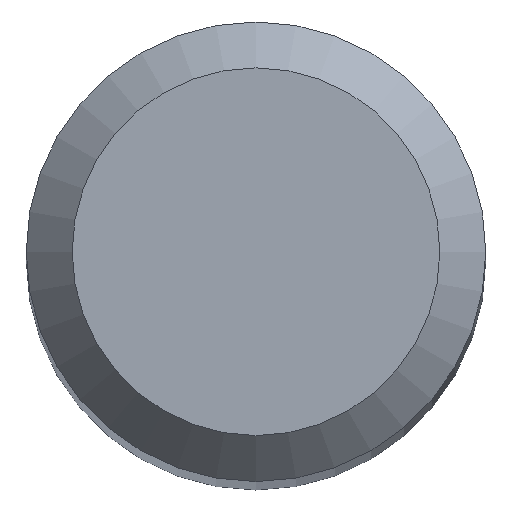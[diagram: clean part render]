
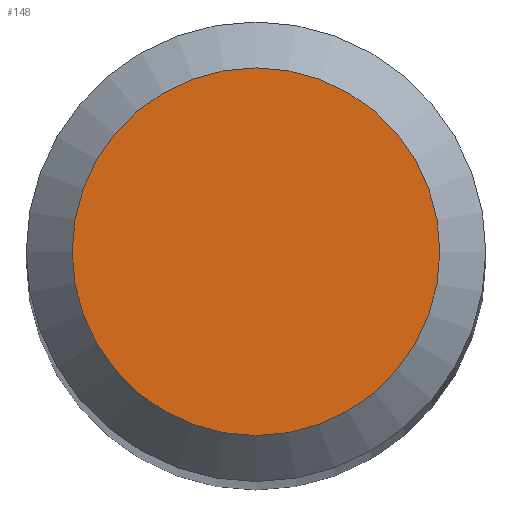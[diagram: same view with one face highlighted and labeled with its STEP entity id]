
A CAD part, top view. The second image highlights one B-rep face of the part: STEP entity #148.
In plain terms, the highlighted planar face has unit normal (0, 0, 1).
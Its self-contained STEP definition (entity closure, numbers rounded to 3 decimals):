
#29 = DIRECTION ( 'NONE',  ( 0., 1., 0. ) ) ;
#52 = EDGE_CURVE ( 'NONE', #53, #53, #107, .T. ) ;
#53 = VERTEX_POINT ( 'NONE', #160 ) ;
#56 = ORIENTED_EDGE ( 'NONE', *, *, #52, .F. ) ;
#79 = DIRECTION ( 'NONE',  ( 0., 1., 0. ) ) ;
#95 = PLANE ( 'NONE',  #120 ) ;
#96 = CARTESIAN_POINT ( 'NONE',  ( 0., 0., 38. ) ) ;
#107 = CIRCLE ( 'NONE', #149, 1.2 ) ;
#116 = FACE_OUTER_BOUND ( 'NONE', #202, .T. ) ;
#120 = AXIS2_PLACEMENT_3D ( 'NONE', #96, #191, #29 ) ;
#135 = DIRECTION ( 'NONE',  ( 0., 0., -1. ) ) ;
#148 = ADVANCED_FACE ( 'NONE', ( #116 ), #95, .F. ) ;
#149 = AXIS2_PLACEMENT_3D ( 'NONE', #153, #135, #79 ) ;
#153 = CARTESIAN_POINT ( 'NONE',  ( 0., 0., 38. ) ) ;
#160 = CARTESIAN_POINT ( 'NONE',  ( 0., 1.2, 38. ) ) ;
#191 = DIRECTION ( 'NONE',  ( 0., 0., -1. ) ) ;
#202 = EDGE_LOOP ( 'NONE', ( #56 ) ) ;
